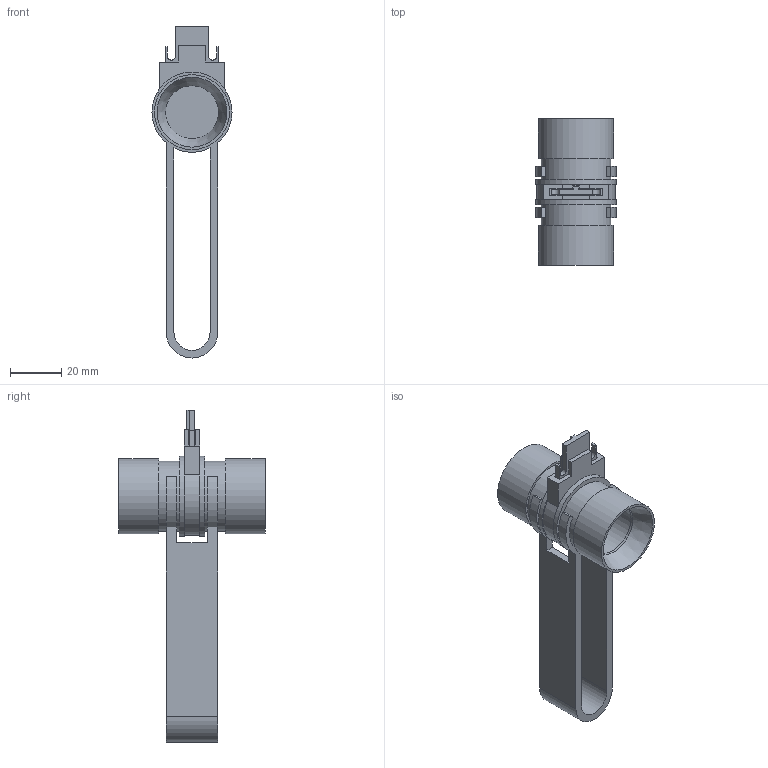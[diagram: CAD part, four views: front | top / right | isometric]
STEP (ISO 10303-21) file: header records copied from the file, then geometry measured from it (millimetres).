
FILE_DESCRIPTION(/* description */ (''),/* implementation_level */ '2;1');
FILE_NAME(/* name */ 'occamPipe.step',/* time_stamp */ '2022-02-26T12:42:57-04:00',/* author */ (''),/* organization */ (''),/* preprocessor_version */ 'ST-DEVELOPER v18.1',/* originating_system */ 'Autodesk Translation Framework v10.13.0.1454',/* authorisation */ '');
FILE_SCHEMA (('AUTOMOTIVE_DESIGN { 1 0 10303 214 3 1 1 }'));
Length unit declared in the file: millimetre
Products named in the file (8): occamRazor; body; endCap; valveAssem; door; stabilizer; stopper; handle
Assembly tree (9 placements, depth 3):
  occamRazor
    body
    endCap  x2
    valveAssem
      door
      stabilizer
    stopper  x2
    handle
Bounding box: 31.18 x 57 x 129.09 mm (x, y, z)
Volume: 29869.5 mm3; surface area: 27831.5 mm2
Topology: 8 solids, 8 shells, 94 faces, 236 edges, 156 vertices
Faces by surface type: plane 65, cylinder 27, cone 2
Full cylindrical faces by diameter (mm): 20.574 x3, 27.178 x6, 29.178 x2, 31.178 x2
Entity records: 2871 total; most frequent: DIRECTION 474, CARTESIAN_POINT 465, ORIENTED_EDGE 438, EDGE_CURVE 219, LINE 166, VECTOR 166, AXIS2_PLACEMENT_3D 154, VERTEX_POINT 145
